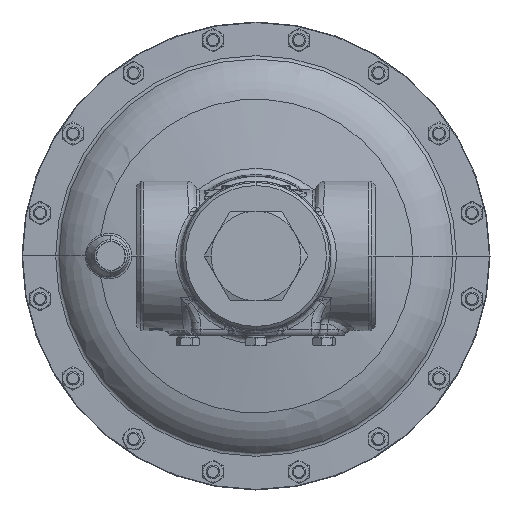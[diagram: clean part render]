
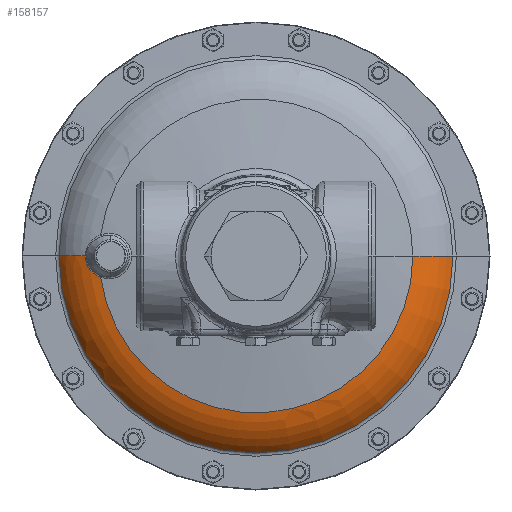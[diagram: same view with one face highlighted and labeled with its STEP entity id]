
A CAD part, front view. The second image highlights one B-rep face of the part: STEP entity #158157.
In plain terms, the highlighted toroidal (fillet/blend) face has major radius 101.046 mm and minor radius 46.038 mm.
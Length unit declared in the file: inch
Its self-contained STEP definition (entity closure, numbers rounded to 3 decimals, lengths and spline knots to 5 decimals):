
#351 = CARTESIAN_POINT ( 'NONE',  ( 5.42319, 8.98867, 0. ) ) ;
#2514 = AXIS2_PLACEMENT_3D ( 'NONE', #90391, #120097, #153635 ) ;
#4736 = VERTEX_POINT ( 'NONE', #116076 ) ;
#6760 = EDGE_LOOP ( 'NONE', ( #123235, #186193, #45085, #68541, #68167 ) ) ;
#14033 = CARTESIAN_POINT ( 'NONE',  ( -4.70066, 8.4205, 0. ) ) ;
#14901 = CARTESIAN_POINT ( 'NONE',  ( 0., 10.08278, 0. ) ) ;
#15444 = VERTEX_POINT ( 'NONE', #55266 ) ;
#19570 = CARTESIAN_POINT ( 'NONE',  ( -3.97817, 10.08278, 0. ) ) ;
#28666 = EDGE_CURVE ( 'NONE', #15444, #172741, #54106, .T. ) ;
#30431 = CARTESIAN_POINT ( 'NONE',  ( 3.97817, 10.08278, 0. ) ) ;
#33450 = DIRECTION ( 'NONE',  ( 0., 0., 1. ) ) ;
#34160 = VERTEX_POINT ( 'NONE', #351 ) ;
#36519 = EDGE_CURVE ( 'NONE', #15444, #34160, #132121, .T. ) ;
#39765 = CARTESIAN_POINT ( 'NONE',  ( -4.67376, 8.41042, -0.1752 ) ) ;
#42339 = DIRECTION ( 'NONE',  ( -1., 0., 0. ) ) ;
#45085 = ORIENTED_EDGE ( 'NONE', *, *, #93190, .F. ) ;
#53604 = CARTESIAN_POINT ( 'NONE',  ( -4.68644, 8.41513, -0.12842 ) ) ;
#54106 = CIRCLE ( 'NONE', #129994, 1.8125 ) ;
#54596 = CARTESIAN_POINT ( 'NONE',  ( -4.50559, 8.35539, -0.44163 ) ) ;
#55266 = CARTESIAN_POINT ( 'NONE',  ( -5.42319, 8.98867, 0. ) ) ;
#55562 = CARTESIAN_POINT ( 'NONE',  ( -4.70066, 8.4205, -0.03226 ) ) ;
#66482 = CARTESIAN_POINT ( 'NONE',  ( -4.55974, 8.37156, -0.38442 ) ) ;
#68167 = ORIENTED_EDGE ( 'NONE', *, *, #28666, .F. ) ;
#68458 = CARTESIAN_POINT ( 'NONE',  ( -4.45754, 8.34215, -0.48329 ) ) ;
#68541 = ORIENTED_EDGE ( 'NONE', *, *, #143722, .T. ) ;
#74700 = AXIS2_PLACEMENT_3D ( 'NONE', #14901, #194926, #93042 ) ;
#84297 = CARTESIAN_POINT ( 'NONE',  ( -4.2786, 8.30252, -0.58557 ) ) ;
#84586 = CIRCLE ( 'NONE', #160373, 1.8125 ) ;
#90391 = CARTESIAN_POINT ( 'NONE',  ( 0., 8.98867, 0. ) ) ;
#93042 = DIRECTION ( 'NONE',  ( -1., 0., 0. ) ) ;
#93190 = EDGE_CURVE ( 'NONE', #4736, #179060, #133101, .T. ) ;
#99166 = CARTESIAN_POINT ( 'NONE',  ( -4.3939, 8.32573, -0.53114 ) ) ;
#100142 = CARTESIAN_POINT ( 'NONE',  ( -4.6784, 8.41213, -0.15979 ) ) ;
#101122 = CARTESIAN_POINT ( 'NONE',  ( -4.33854, 8.31326, -0.56198 ) ) ;
#113979 = CARTESIAN_POINT ( 'NONE',  ( -4.49401, 8.3521, -0.4524 ) ) ;
#114934 = CARTESIAN_POINT ( 'NONE',  ( -4.47001, 8.34548, -0.47322 ) ) ;
#116076 = CARTESIAN_POINT ( 'NONE',  ( -4.2786, 8.30252, -0.58557 ) ) ;
#118619 = CARTESIAN_POINT ( 'NONE',  ( 0., 8.30252, 0. ) ) ;
#120097 = DIRECTION ( 'NONE',  ( 0., -1., 0. ) ) ;
#123235 = ORIENTED_EDGE ( 'NONE', *, *, #36519, .T. ) ;
#126845 = CARTESIAN_POINT ( 'NONE',  ( -4.70066, 8.4205, 0. ) ) ;
#127840 = CARTESIAN_POINT ( 'NONE',  ( -4.62253, 8.39221, -0.2925 ) ) ;
#129810 = CARTESIAN_POINT ( 'NONE',  ( -4.58815, 8.3807, -0.34644 ) ) ;
#129994 = AXIS2_PLACEMENT_3D ( 'NONE', #19570, #33450, #182770 ) ;
#130808 = CARTESIAN_POINT ( 'NONE',  ( -4.61436, 8.38942, -0.30644 ) ) ;
#131764 = FACE_OUTER_BOUND ( 'NONE', #6760, .T. ) ;
#132121 = CIRCLE ( 'NONE', #2514, 5.42319 ) ;
#133101 = CIRCLE ( 'NONE', #177288, 4.31849 ) ;
#140035 = CARTESIAN_POINT ( 'NONE',  ( 4.31849, 8.30252, 0. ) ) ;
#143722 = EDGE_CURVE ( 'NONE', #4736, #172741, #170425, .T. ) ;
#147921 = EDGE_CURVE ( 'NONE', #34160, #179060, #84586, .T. ) ;
#152159 = DIRECTION ( 'NONE',  ( -1., 0., 0. ) ) ;
#153635 = DIRECTION ( 'NONE',  ( 1., 0., 0. ) ) ;
#153659 = TOROIDAL_SURFACE ( 'NONE', #74700, 3.97817, 1.8125 ) ;
#157486 = CARTESIAN_POINT ( 'NONE',  ( -4.53908, 8.36517, -0.40819 ) ) ;
#158157 = ADVANCED_FACE ( 'NONE', ( #131764 ), #153659, .T. ) ;
#159444 = CARTESIAN_POINT ( 'NONE',  ( -4.64522, 8.40007, -0.24999 ) ) ;
#160373 = AXIS2_PLACEMENT_3D ( 'NONE', #30431, #177764, #42339 ) ;
#161402 = CARTESIAN_POINT ( 'NONE',  ( -4.69797, 8.41947, -0.06439 ) ) ;
#170425 = B_SPLINE_CURVE_WITH_KNOTS ( 'NONE', 3,
 ( #84297, #101122, #99166, #68458, #114934, #113979, #54596, #157486, #66482, #129810, #175231, #130808, #127840, #159444, #189074, #39765, #100142, #53604, #191035, #161402, #55562, #126845 ),
 .UNSPECIFIED., .F., .F.,
 ( 4, 2, 2, 2, 2, 2, 2, 2, 2, 2, 4 ),
 ( 0., 0.00492, 0.00615, 0.00738, 0.00984, 0.01107, 0.0123, 0.01476, 0.01599, 0.01722, 0.01968 ),
 .UNSPECIFIED. ) ;
#172741 = VERTEX_POINT ( 'NONE', #14033 ) ;
#175231 = CARTESIAN_POINT ( 'NONE',  ( -4.59719, 8.38367, -0.33338 ) ) ;
#177288 = AXIS2_PLACEMENT_3D ( 'NONE', #118619, #178867, #152159 ) ;
#177764 = DIRECTION ( 'NONE',  ( 0., 0., -1. ) ) ;
#178867 = DIRECTION ( 'NONE',  ( 0., -1., 0. ) ) ;
#179060 = VERTEX_POINT ( 'NONE', #140035 ) ;
#182770 = DIRECTION ( 'NONE',  ( 1., 0., 0. ) ) ;
#186193 = ORIENTED_EDGE ( 'NONE', *, *, #147921, .T. ) ;
#189074 = CARTESIAN_POINT ( 'NONE',  ( -4.65806, 8.40468, -0.22069 ) ) ;
#191035 = CARTESIAN_POINT ( 'NONE',  ( -4.68985, 8.41641, -0.11239 ) ) ;
#194926 = DIRECTION ( 'NONE',  ( 0., -1., 0. ) ) ;
